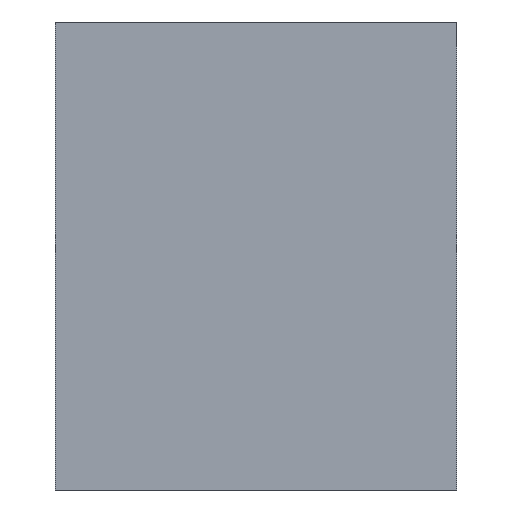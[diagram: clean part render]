
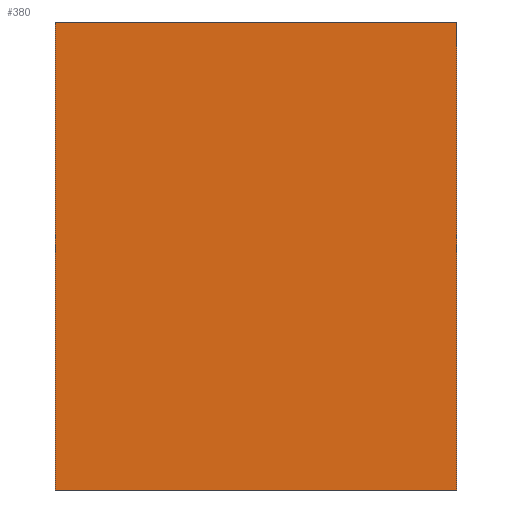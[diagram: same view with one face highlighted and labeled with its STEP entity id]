
A CAD part, left-side view. The second image highlights one B-rep face of the part: STEP entity #380.
In plain terms, the highlighted planar face has unit normal (-1, 0, 0).
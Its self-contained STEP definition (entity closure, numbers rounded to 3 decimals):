
#23 = CARTESIAN_POINT ( 'NONE',  ( 0., 60., 70. ) ) ;
#24 = VERTEX_POINT ( 'NONE', #23 ) ;
#96 = ORIENTED_EDGE ( 'NONE', *, *, #179, .T. ) ;
#179 = EDGE_CURVE ( 'NONE', #24, #1039, #1036, .T. ) ;
#182 = VECTOR ( 'NONE', #389, 1000. ) ;
#204 = CARTESIAN_POINT ( 'NONE',  ( 0., 60., 0. ) ) ;
#380 = ADVANCED_FACE ( 'NONE', ( #1416 ), #1161, .F. ) ;
#388 = LINE ( 'NONE', #1005, #182 ) ;
#389 = DIRECTION ( 'NONE',  ( 0., -1., 0. ) ) ;
#400 = VECTOR ( 'NONE', #1174, 1000. ) ;
#414 = EDGE_CURVE ( 'NONE', #24, #775, #901, .T. ) ;
#431 = DIRECTION ( 'NONE',  ( 0., 0., -1. ) ) ;
#439 = CARTESIAN_POINT ( 'NONE',  ( 0., 0., 70. ) ) ;
#518 = DIRECTION ( 'NONE',  ( 0., 0., -1. ) ) ;
#633 = CARTESIAN_POINT ( 'NONE',  ( 0., 60., 70. ) ) ;
#701 = CARTESIAN_POINT ( 'NONE',  ( 0., 0., 0. ) ) ;
#775 = VERTEX_POINT ( 'NONE', #1344 ) ;
#833 = EDGE_CURVE ( 'NONE', #1039, #1398, #388, .T. ) ;
#886 = AXIS2_PLACEMENT_3D ( 'NONE', #439, #1286, #915 ) ;
#901 = LINE ( 'NONE', #1313, #400 ) ;
#915 = DIRECTION ( 'NONE',  ( 0., 0., -1. ) ) ;
#959 = ORIENTED_EDGE ( 'NONE', *, *, #833, .T. ) ;
#965 = ORIENTED_EDGE ( 'NONE', *, *, #1193, .F. ) ;
#1005 = CARTESIAN_POINT ( 'NONE',  ( 0., 0., 0. ) ) ;
#1030 = LINE ( 'NONE', #1515, #1089 ) ;
#1036 = LINE ( 'NONE', #633, #1355 ) ;
#1039 = VERTEX_POINT ( 'NONE', #204 ) ;
#1089 = VECTOR ( 'NONE', #431, 1000. ) ;
#1095 = EDGE_LOOP ( 'NONE', ( #959, #965, #1112, #96 ) ) ;
#1112 = ORIENTED_EDGE ( 'NONE', *, *, #414, .F. ) ;
#1161 = PLANE ( 'NONE',  #886 ) ;
#1174 = DIRECTION ( 'NONE',  ( 0., -1., 0. ) ) ;
#1193 = EDGE_CURVE ( 'NONE', #775, #1398, #1030, .T. ) ;
#1286 = DIRECTION ( 'NONE',  ( 1., 0., 0. ) ) ;
#1313 = CARTESIAN_POINT ( 'NONE',  ( 0., 0., 70. ) ) ;
#1344 = CARTESIAN_POINT ( 'NONE',  ( 0., 0., 70. ) ) ;
#1355 = VECTOR ( 'NONE', #518, 1000. ) ;
#1398 = VERTEX_POINT ( 'NONE', #701 ) ;
#1416 = FACE_OUTER_BOUND ( 'NONE', #1095, .T. ) ;
#1515 = CARTESIAN_POINT ( 'NONE',  ( 0., 0., 70. ) ) ;
